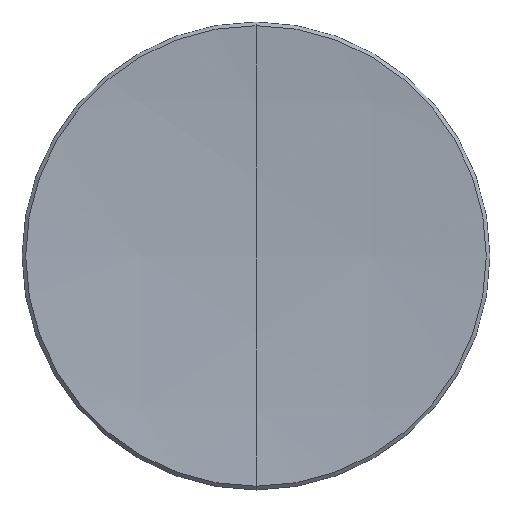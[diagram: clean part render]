
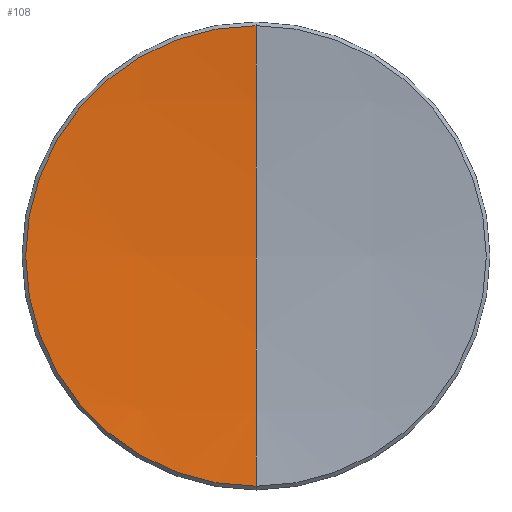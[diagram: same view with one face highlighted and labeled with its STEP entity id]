
A CAD part, top view. The second image highlights one B-rep face of the part: STEP entity #108.
In plain terms, the highlighted spherical face has radius 140.266 mm.
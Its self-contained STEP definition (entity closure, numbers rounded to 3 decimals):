
#5 = EDGE_CURVE ( 'NONE', #186, #248, #170, .T. ) ;
#51 = DIRECTION ( 'NONE',  ( 0., -1., 0. ) ) ;
#68 = EDGE_LOOP ( 'NONE', ( #227, #112, #241 ) ) ;
#73 = EDGE_CURVE ( 'NONE', #186, #83, #162, .T. ) ;
#76 = DIRECTION ( 'NONE',  ( 0., 1., 0. ) ) ;
#78 = CARTESIAN_POINT ( 'NONE',  ( 0., 0., 140.978 ) ) ;
#81 = CARTESIAN_POINT ( 'NONE',  ( 0., 0., 140.978 ) ) ;
#83 = VERTEX_POINT ( 'NONE', #181 ) ;
#84 = DIRECTION ( 'NONE',  ( 0., 1., 0. ) ) ;
#108 = ADVANCED_FACE ( 'NONE', ( #271 ), #258, .F. ) ;
#112 = ORIENTED_EDGE ( 'NONE', *, *, #243, .T. ) ;
#142 = DIRECTION ( 'NONE',  ( 0., 0., 1. ) ) ;
#155 = AXIS2_PLACEMENT_3D ( 'NONE', #78, #252, #76 ) ;
#161 = DIRECTION ( 'NONE',  ( -1., 0., 0. ) ) ;
#162 = CIRCLE ( 'NONE', #240, 12.501 ) ;
#170 = CIRCLE ( 'NONE', #263, 140.266 ) ;
#179 = CARTESIAN_POINT ( 'NONE',  ( 0., 0., 1.27 ) ) ;
#181 = CARTESIAN_POINT ( 'NONE',  ( 0., -12.501, 1.27 ) ) ;
#186 = VERTEX_POINT ( 'NONE', #188 ) ;
#188 = CARTESIAN_POINT ( 'NONE',  ( 0., 12.501, 1.27 ) ) ;
#202 = CARTESIAN_POINT ( 'NONE',  ( 0., 0., 140.978 ) ) ;
#212 = DIRECTION ( 'NONE',  ( 1., 0., 0. ) ) ;
#213 = CARTESIAN_POINT ( 'NONE',  ( 0., 0., 0.712 ) ) ;
#227 = ORIENTED_EDGE ( 'NONE', *, *, #73, .T. ) ;
#234 = DIRECTION ( 'NONE',  ( 0., 0., 1. ) ) ;
#240 = AXIS2_PLACEMENT_3D ( 'NONE', #179, #234, #51 ) ;
#241 = ORIENTED_EDGE ( 'NONE', *, *, #5, .F. ) ;
#243 = EDGE_CURVE ( 'NONE', #83, #248, #281, .T. ) ;
#248 = VERTEX_POINT ( 'NONE', #213 ) ;
#252 = DIRECTION ( 'NONE',  ( 1., 0., 0. ) ) ;
#258 = SPHERICAL_SURFACE ( 'NONE', #155, 140.266 ) ;
#263 = AXIS2_PLACEMENT_3D ( 'NONE', #202, #161, #142 ) ;
#267 = AXIS2_PLACEMENT_3D ( 'NONE', #81, #212, #84 ) ;
#271 = FACE_OUTER_BOUND ( 'NONE', #68, .T. ) ;
#281 = CIRCLE ( 'NONE', #267, 140.266 ) ;
